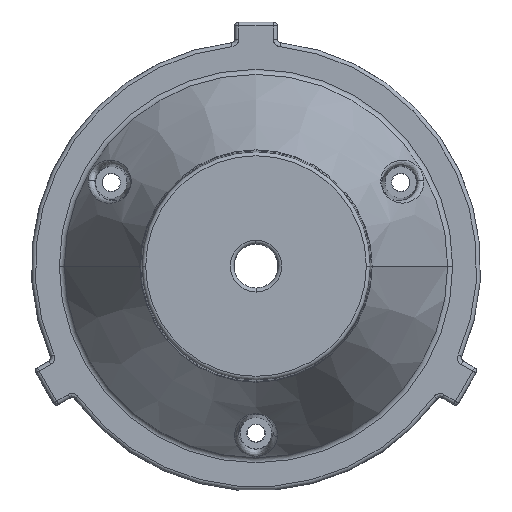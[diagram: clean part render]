
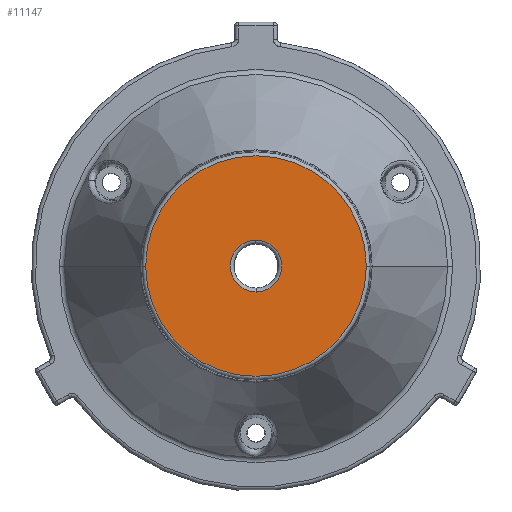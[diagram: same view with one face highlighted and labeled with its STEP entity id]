
A CAD part, front view. The second image highlights one B-rep face of the part: STEP entity #11147.
In plain terms, the highlighted planar face has unit normal (0, -1, 0).
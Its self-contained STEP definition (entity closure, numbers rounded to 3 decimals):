
#3011=CARTESIAN_POINT('',(0.,0.,0.));
#3012=DIRECTION('',(0.,1.,0.));
#3013=DIRECTION('',(0.,0.,1.));
#3014=AXIS2_PLACEMENT_3D('',#3011,#3012,#3013);
#3016=CARTESIAN_POINT('',(0.,0.,0.));
#3017=DIRECTION('',(0.,1.,0.));
#3018=DIRECTION('',(0.,0.,-1.));
#3019=AXIS2_PLACEMENT_3D('',#3016,#3017,#3018);
#3021=CARTESIAN_POINT('',(0.,0.,0.));
#3022=DIRECTION('',(0.,1.,0.));
#3023=DIRECTION('',(-1.,0.,0.));
#3024=AXIS2_PLACEMENT_3D('',#3021,#3022,#3023);
#3026=CARTESIAN_POINT('',(0.,0.,0.));
#3027=DIRECTION('',(0.,1.,0.));
#3028=DIRECTION('',(1.,0.,0.));
#3029=AXIS2_PLACEMENT_3D('',#3026,#3027,#3028);
#6637=CARTESIAN_POINT('',(-14.843,0.,0.));
#6638=CARTESIAN_POINT('',(14.843,0.,0.));
#6639=VERTEX_POINT('',#6637);
#6640=VERTEX_POINT('',#6638);
#7011=CARTESIAN_POINT('',(0.,0.,3.491));
#7012=CARTESIAN_POINT('',(0.,0.,-3.491));
#7013=VERTEX_POINT('',#7011);
#7014=VERTEX_POINT('',#7012);
#11131=CARTESIAN_POINT('',(0.,0.,0.));
#11132=DIRECTION('',(0.,-1.,0.));
#11133=DIRECTION('',(-1.,0.,0.));
#11134=AXIS2_PLACEMENT_3D('',#11131,#11132,#11133);
#11135=PLANE('',#11134);
#11137=ORIENTED_EDGE('',*,*,#11136,.T.);
#11139=ORIENTED_EDGE('',*,*,#11138,.T.);
#11140=EDGE_LOOP('',(#11137,#11139));
#11141=FACE_OUTER_BOUND('',#11140,.F.);
#11143=ORIENTED_EDGE('',*,*,#11142,.F.);
#11144=ORIENTED_EDGE('',*,*,#11121,.F.);
#11145=EDGE_LOOP('',(#11143,#11144));
#11146=FACE_BOUND('',#11145,.F.);
#11147=ADVANCED_FACE('',(#11141,#11146),#11135,.T.);
#3015=CIRCLE('',#3014,3.491);
#3020=CIRCLE('',#3019,3.491);
#3025=CIRCLE('',#3024,14.843);
#3030=CIRCLE('',#3029,14.843);
#11121=EDGE_CURVE('',#7014,#7013,#3020,.T.);
#11136=EDGE_CURVE('',#6639,#6640,#3025,.T.);
#11138=EDGE_CURVE('',#6640,#6639,#3030,.T.);
#11142=EDGE_CURVE('',#7013,#7014,#3015,.T.);
